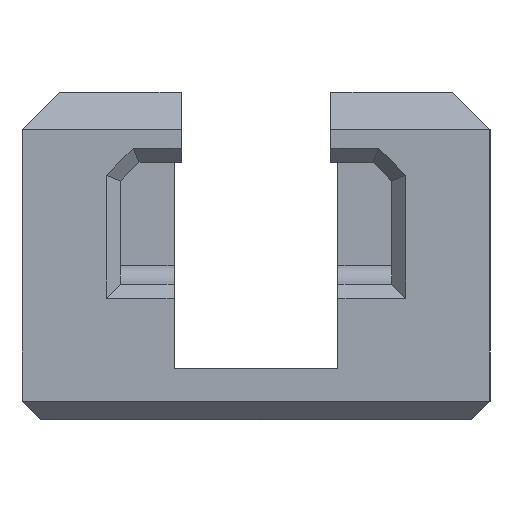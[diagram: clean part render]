
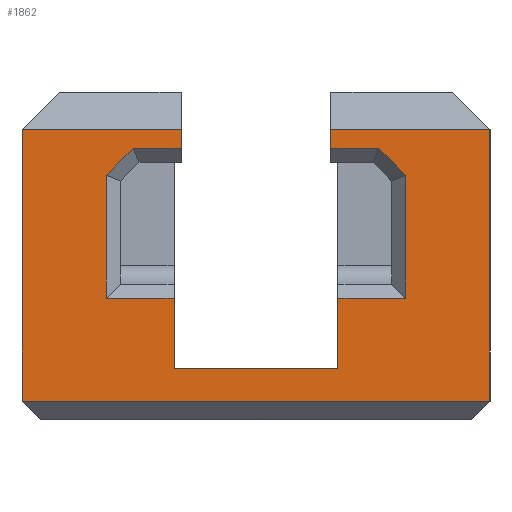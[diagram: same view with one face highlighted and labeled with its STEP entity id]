
A CAD part, left-side view. The second image highlights one B-rep face of the part: STEP entity #1862.
In plain terms, the highlighted planar face has unit normal (-1, 0, 0).
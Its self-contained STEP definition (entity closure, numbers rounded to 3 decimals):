
#116=FACE_OUTER_BOUND('',#217,.T.);
#217=EDGE_LOOP('',(#1379,#1380,#1381,#1382,#1383,#1384,#1385,#1386,#1387,
#1388,#1389,#1390,#1391,#1392,#1393,#1394,#1395,#1396));
#340=LINE('',#2739,#565);
#369=LINE('',#2845,#594);
#376=LINE('',#2879,#601);
#379=LINE('',#2886,#604);
#383=LINE('',#2894,#608);
#386=LINE('',#2899,#611);
#389=LINE('',#2903,#614);
#390=LINE('',#2906,#615);
#391=LINE('',#2908,#616);
#392=LINE('',#2910,#617);
#393=LINE('',#2912,#618);
#394=LINE('',#2914,#619);
#395=LINE('',#2915,#620);
#396=LINE('',#2917,#621);
#397=LINE('',#2919,#622);
#398=LINE('',#2921,#623);
#399=LINE('',#2923,#624);
#400=LINE('',#2924,#625);
#565=VECTOR('',#2196,10.);
#594=VECTOR('',#2269,10.);
#601=VECTOR('',#2294,10.);
#604=VECTOR('',#2299,10.);
#608=VECTOR('',#2305,10.);
#611=VECTOR('',#2310,10.);
#614=VECTOR('',#2315,10.);
#615=VECTOR('',#2318,10.);
#616=VECTOR('',#2319,10.);
#617=VECTOR('',#2320,10.);
#618=VECTOR('',#2321,10.);
#619=VECTOR('',#2322,10.);
#620=VECTOR('',#2323,10.);
#621=VECTOR('',#2324,10.);
#622=VECTOR('',#2325,10.);
#623=VECTOR('',#2326,10.);
#624=VECTOR('',#2327,10.);
#625=VECTOR('',#2328,10.);
#782=VERTEX_POINT('',#2736);
#783=VERTEX_POINT('',#2738);
#822=VERTEX_POINT('',#2842);
#823=VERTEX_POINT('',#2844);
#834=VERTEX_POINT('',#2876);
#835=VERTEX_POINT('',#2878);
#837=VERTEX_POINT('',#2884);
#838=VERTEX_POINT('',#2885);
#841=VERTEX_POINT('',#2893);
#843=VERTEX_POINT('',#2905);
#844=VERTEX_POINT('',#2907);
#845=VERTEX_POINT('',#2909);
#846=VERTEX_POINT('',#2911);
#847=VERTEX_POINT('',#2913);
#848=VERTEX_POINT('',#2916);
#849=VERTEX_POINT('',#2918);
#850=VERTEX_POINT('',#2920);
#851=VERTEX_POINT('',#2922);
#976=EDGE_CURVE('',#783,#782,#340,.T.);
#1024=EDGE_CURVE('',#823,#822,#369,.T.);
#1039=EDGE_CURVE('',#835,#834,#376,.T.);
#1042=EDGE_CURVE('',#837,#838,#379,.T.);
#1046=EDGE_CURVE('',#838,#841,#383,.T.);
#1049=EDGE_CURVE('',#841,#822,#386,.T.);
#1052=EDGE_CURVE('',#783,#837,#389,.T.);
#1053=EDGE_CURVE('',#782,#843,#390,.T.);
#1054=EDGE_CURVE('',#843,#844,#391,.T.);
#1055=EDGE_CURVE('',#845,#844,#392,.T.);
#1056=EDGE_CURVE('',#846,#845,#393,.T.);
#1057=EDGE_CURVE('',#847,#846,#394,.T.);
#1058=EDGE_CURVE('',#835,#847,#395,.T.);
#1059=EDGE_CURVE('',#848,#834,#396,.T.);
#1060=EDGE_CURVE('',#849,#848,#397,.T.);
#1061=EDGE_CURVE('',#850,#849,#398,.T.);
#1062=EDGE_CURVE('',#850,#851,#399,.T.);
#1063=EDGE_CURVE('',#823,#851,#400,.T.);
#1379=ORIENTED_EDGE('',*,*,#1049,.F.);
#1380=ORIENTED_EDGE('',*,*,#1046,.F.);
#1381=ORIENTED_EDGE('',*,*,#1042,.F.);
#1382=ORIENTED_EDGE('',*,*,#1052,.F.);
#1383=ORIENTED_EDGE('',*,*,#976,.T.);
#1384=ORIENTED_EDGE('',*,*,#1053,.T.);
#1385=ORIENTED_EDGE('',*,*,#1054,.T.);
#1386=ORIENTED_EDGE('',*,*,#1055,.F.);
#1387=ORIENTED_EDGE('',*,*,#1056,.F.);
#1388=ORIENTED_EDGE('',*,*,#1057,.F.);
#1389=ORIENTED_EDGE('',*,*,#1058,.F.);
#1390=ORIENTED_EDGE('',*,*,#1039,.T.);
#1391=ORIENTED_EDGE('',*,*,#1059,.F.);
#1392=ORIENTED_EDGE('',*,*,#1060,.F.);
#1393=ORIENTED_EDGE('',*,*,#1061,.F.);
#1394=ORIENTED_EDGE('',*,*,#1062,.T.);
#1395=ORIENTED_EDGE('',*,*,#1063,.F.);
#1396=ORIENTED_EDGE('',*,*,#1024,.T.);
#1771=PLANE('',#2004);
#1862=ADVANCED_FACE('',(#116),#1771,.T.);
#2004=AXIS2_PLACEMENT_3D('',#2904,#2316,#2317);
#2196=DIRECTION('',(0.,0.,-1.));
#2269=DIRECTION('',(0.,0.,-1.));
#2294=DIRECTION('',(0.,0.,1.));
#2299=DIRECTION('',(0.,0.,1.));
#2305=DIRECTION('',(0.,0.707,0.707));
#2310=DIRECTION('',(0.,1.,0.));
#2315=DIRECTION('',(0.,-1.,0.));
#2316=DIRECTION('center_axis',(-1.,0.,0.));
#2317=DIRECTION('ref_axis',(0.,-1.,0.));
#2318=DIRECTION('',(0.,1.,0.));
#2319=DIRECTION('',(0.,0.,1.));
#2320=DIRECTION('',(0.,-1.,0.));
#2321=DIRECTION('',(0.,0.,-1.));
#2322=DIRECTION('',(0.,0.707,-0.707));
#2323=DIRECTION('',(0.,1.,0.));
#2324=DIRECTION('',(0.,-1.,0.));
#2325=DIRECTION('',(0.,0.,1.));
#2326=DIRECTION('',(0.,1.,0.));
#2327=DIRECTION('',(0.,0.,1.));
#2328=DIRECTION('',(0.,-1.,0.));
#2736=CARTESIAN_POINT('',(0.,3.25,1.1));
#2738=CARTESIAN_POINT('',(0.,3.25,2.6));
#2739=CARTESIAN_POINT('',(0.,3.25,0.55));
#2842=CARTESIAN_POINT('',(0.,3.4,5.8));
#2844=CARTESIAN_POINT('',(0.,3.4,6.2));
#2845=CARTESIAN_POINT('',(0.,3.4,2.75));
#2876=CARTESIAN_POINT('',(0.,6.6,6.2));
#2878=CARTESIAN_POINT('',(0.,6.6,5.8));
#2879=CARTESIAN_POINT('',(0.,6.6,3.5));
#2884=CARTESIAN_POINT('',(0.,1.8,2.6));
#2885=CARTESIAN_POINT('',(0.,1.8,5.224));
#2886=CARTESIAN_POINT('',(0.,1.8,1.45));
#2893=CARTESIAN_POINT('',(0.,2.376,5.8));
#2894=CARTESIAN_POINT('',(0.,2.688,6.112));
#2899=CARTESIAN_POINT('',(0.,6.05,5.8));
#2903=CARTESIAN_POINT('',(0.,6.625,2.6));
#2904=CARTESIAN_POINT('Origin',(0.,10.,0.));
#2905=CARTESIAN_POINT('',(0.,6.75,1.1));
#2906=CARTESIAN_POINT('',(0.,8.375,1.1));
#2907=CARTESIAN_POINT('',(0.,6.75,2.6));
#2908=CARTESIAN_POINT('',(0.,6.75,1.45));
#2909=CARTESIAN_POINT('',(0.,8.2,2.6));
#2910=CARTESIAN_POINT('',(0.,8.95,2.6));
#2911=CARTESIAN_POINT('',(0.,8.2,5.224));
#2912=CARTESIAN_POINT('',(0.,8.2,2.75));
#2913=CARTESIAN_POINT('',(0.,7.624,5.8));
#2914=CARTESIAN_POINT('',(0.,9.812,3.612));
#2915=CARTESIAN_POINT('',(0.,8.3,5.8));
#2916=CARTESIAN_POINT('',(0.,10.,6.2));
#2917=CARTESIAN_POINT('',(0.,7.5,6.2));
#2918=CARTESIAN_POINT('',(0.,10.,0.4));
#2919=CARTESIAN_POINT('',(0.,10.,0.));
#2920=CARTESIAN_POINT('',(0.,0.,0.4));
#2921=CARTESIAN_POINT('',(0.,7.5,0.4));
#2922=CARTESIAN_POINT('',(0.,0.,6.2));
#2923=CARTESIAN_POINT('',(0.,0.,0.));
#2924=CARTESIAN_POINT('',(0.,7.5,6.2));
